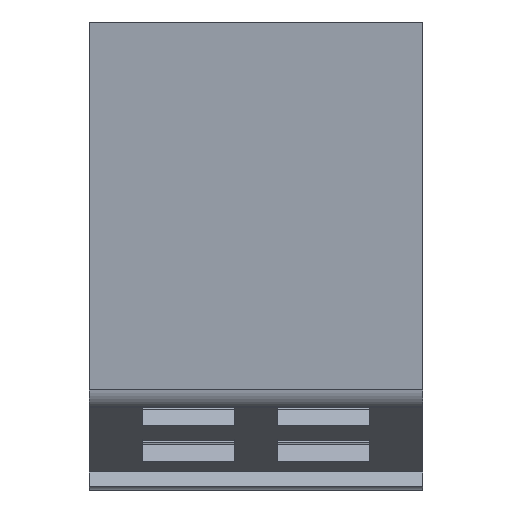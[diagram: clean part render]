
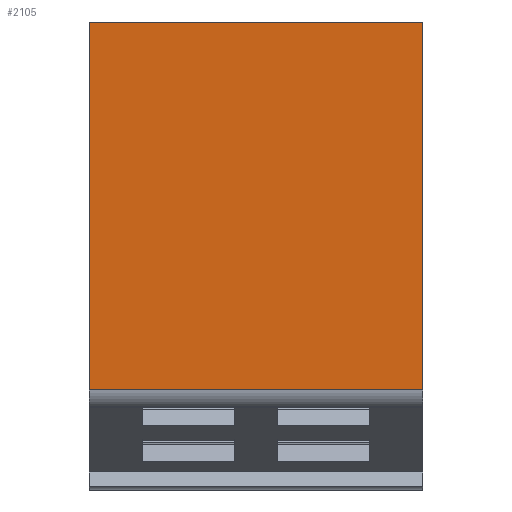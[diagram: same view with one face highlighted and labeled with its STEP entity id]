
A CAD part, top view. The second image highlights one B-rep face of the part: STEP entity #2105.
In plain terms, the highlighted planar face has unit normal (0, -0.05, 0.999).
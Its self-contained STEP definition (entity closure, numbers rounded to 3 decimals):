
#2092=AXIS2_PLACEMENT_3D('Plane Axis2P3D',#2089,#2090,#2091) ;
#986=CARTESIAN_POINT('Vertex',(0.,4.663,30.142)) ;
#989=CARTESIAN_POINT('Line Origine',(0.,13.259,30.571)) ;
#993=CARTESIAN_POINT('Vertex',(0.,21.854,31.)) ;
#1426=CARTESIAN_POINT('Vertex',(15.6,21.854,31.)) ;
#1429=CARTESIAN_POINT('Line Origine',(15.6,13.259,30.571)) ;
#1433=CARTESIAN_POINT('Vertex',(15.6,4.663,30.142)) ;
#2077=CARTESIAN_POINT('Line Origine',(11.7,4.663,30.142)) ;
#2089=CARTESIAN_POINT('Axis2P3D Location',(7.8,4.175,30.118)) ;
#2094=CARTESIAN_POINT('Line Origine',(7.8,21.854,31.)) ;
#990=DIRECTION('Vector Direction',(0.,-0.999,-0.05)) ;
#1430=DIRECTION('Vector Direction',(0.,-0.999,-0.05)) ;
#2078=DIRECTION('Vector Direction',(1.,0.,0.)) ;
#2090=DIRECTION('Axis2P3D Direction',(0.,0.05,-0.999)) ;
#2091=DIRECTION('Axis2P3D XDirection',(0.,0.999,0.05)) ;
#2095=DIRECTION('Vector Direction',(1.,0.,0.)) ;
#991=VECTOR('Line Direction',#990,1.) ;
#1431=VECTOR('Line Direction',#1430,1.) ;
#2079=VECTOR('Line Direction',#2078,1.) ;
#2096=VECTOR('Line Direction',#2095,1.) ;
#2100=ORIENTED_EDGE('',*,*,#995,.T.) ;
#2101=ORIENTED_EDGE('',*,*,#2081,.T.) ;
#2102=ORIENTED_EDGE('',*,*,#1435,.F.) ;
#2103=ORIENTED_EDGE('',*,*,#2098,.F.) ;
#2105=ADVANCED_FACE('Koerper.2',(#2104),#2093,.F.) ;
#995=EDGE_CURVE('',#994,#987,#992,.T.) ;
#1435=EDGE_CURVE('',#1427,#1434,#1432,.T.) ;
#2081=EDGE_CURVE('',#987,#1434,#2080,.T.) ;
#2098=EDGE_CURVE('',#994,#1427,#2097,.T.) ;
#2099=EDGE_LOOP('',(#2100,#2101,#2102,#2103)) ;
#2104=FACE_OUTER_BOUND('',#2099,.T.) ;
#992=LINE('Line',#989,#991) ;
#1432=LINE('Line',#1429,#1431) ;
#2080=LINE('Line',#2077,#2079) ;
#2097=LINE('Line',#2094,#2096) ;
#2093=PLANE('',#2092) ;
#987=VERTEX_POINT('',#986) ;
#994=VERTEX_POINT('',#993) ;
#1427=VERTEX_POINT('',#1426) ;
#1434=VERTEX_POINT('',#1433) ;
